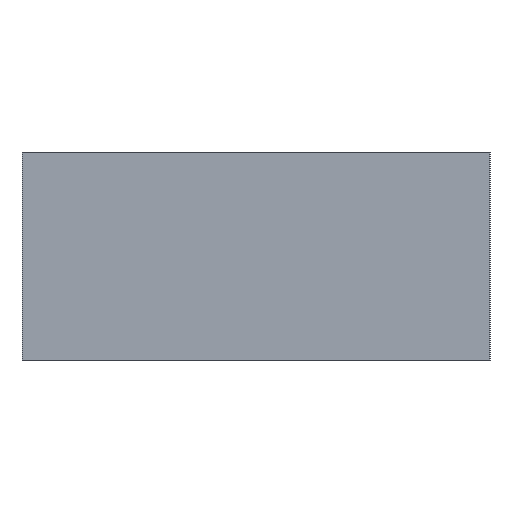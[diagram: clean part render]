
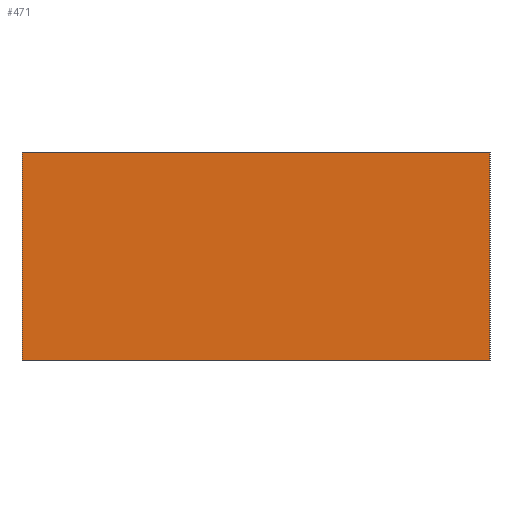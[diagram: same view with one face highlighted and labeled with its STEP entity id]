
A CAD part, left-side view. The second image highlights one B-rep face of the part: STEP entity #471.
In plain terms, the highlighted planar face has unit normal (-1, 0, 0).
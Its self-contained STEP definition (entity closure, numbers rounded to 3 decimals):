
#41=FACE_OUTER_BOUND('',#71,.T.);
#71=EDGE_LOOP('',(#330,#331,#332,#333));
#99=LINE('',#701,#159);
#107=LINE('',#716,#167);
#108=LINE('',#718,#168);
#109=LINE('',#719,#169);
#159=VECTOR('',#569,10.);
#167=VECTOR('',#581,10.);
#168=VECTOR('',#584,10.);
#169=VECTOR('',#585,10.);
#219=VERTEX_POINT('',#698);
#220=VERTEX_POINT('',#700);
#224=VERTEX_POINT('',#712);
#225=VERTEX_POINT('',#714);
#259=EDGE_CURVE('',#219,#220,#99,.T.);
#267=EDGE_CURVE('',#224,#225,#107,.T.);
#268=EDGE_CURVE('',#219,#224,#108,.T.);
#269=EDGE_CURVE('',#220,#225,#109,.T.);
#330=ORIENTED_EDGE('',*,*,#268,.T.);
#331=ORIENTED_EDGE('',*,*,#267,.T.);
#332=ORIENTED_EDGE('',*,*,#269,.F.);
#333=ORIENTED_EDGE('',*,*,#259,.F.);
#441=PLANE('',#531);
#471=ADVANCED_FACE('',(#41),#441,.T.);
#531=AXIS2_PLACEMENT_3D('',#717,#582,#583);
#569=DIRECTION('',(0.,0.,1.));
#581=DIRECTION('',(0.,0.,1.));
#582=DIRECTION('center_axis',(-1.,0.,0.));
#583=DIRECTION('ref_axis',(0.,-1.,0.));
#584=DIRECTION('',(0.,-1.,0.));
#585=DIRECTION('',(0.,-1.,0.));
#698=CARTESIAN_POINT('',(0.,36.,0.));
#700=CARTESIAN_POINT('',(0.,36.,16.));
#701=CARTESIAN_POINT('',(0.,36.,0.));
#712=CARTESIAN_POINT('',(0.,0.,0.));
#714=CARTESIAN_POINT('',(0.,0.,16.));
#716=CARTESIAN_POINT('',(0.,0.,0.));
#717=CARTESIAN_POINT('Origin',(0.,36.,0.));
#718=CARTESIAN_POINT('',(0.,36.,0.));
#719=CARTESIAN_POINT('',(0.,36.,16.));
